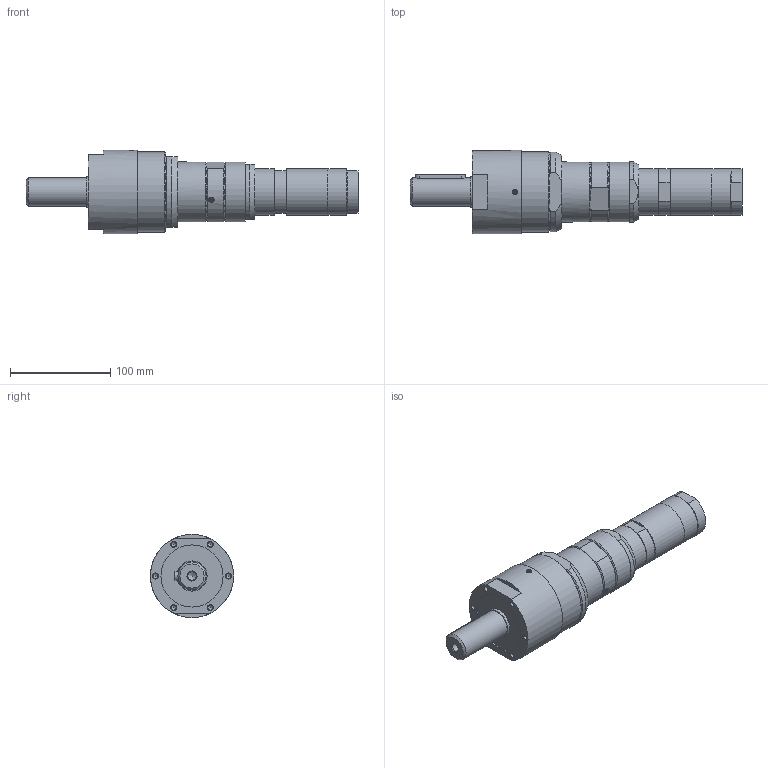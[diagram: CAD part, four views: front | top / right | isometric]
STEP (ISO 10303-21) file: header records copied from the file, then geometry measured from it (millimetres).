
FILE_DESCRIPTION(/* description */ (''),/* implementation_level */ '2;1');
FILE_NAME(/* name */ 'MRD 65-25_60024667.stp',/* time_stamp */ '2018-08-20T13:41:01+02:00',/* author */ ('FLambert'),/* organization */ (''),/* preprocessor_version */ 'ST-DEVELOPER v17',/* originating_system */ 'Autodesk Inventor 2018',/* authorisation */ '');
FILE_SCHEMA (('AUTOMOTIVE_DESIGN { 1 0 10303 214 3 1 1 }'));
Length unit declared in the file: millimetre
Products named in the file (1): MRD 65-25_60024667
Bounding box: 331.5 x 83 x 83 mm (x, y, z)
Volume: 871516.4 mm3; surface area: 83223.9 mm2
Topology: 1 solids, 54 shells, 553 faces, 1263 edges, 847 vertices
Faces by surface type: cylinder 261, plane 231, cone 47, bspline 7, sphere 4, torus 3
Full cylindrical faces by diameter (mm): 1.55 x4, 3.3 x2, 3.6 x2, 4 x4, 4.917 x6, 5 x2, 5.5 x2, 8.376 x1, 11.445 x1, 18.631 x1, 28 x1, 30 x1, 46 x3, 46.5 x1, 52.274 x1, 60 x2, 62 x1, 68.178 x1, 68.376 x1, 80 x1, 83 x1
Entity records: 16515 total; most frequent: CARTESIAN_POINT 3148, DIRECTION 2919, ORIENTED_EDGE 2512, EDGE_CURVE 1256, AXIS2_PLACEMENT_3D 1197, VERTEX_POINT 847, CIRCLE 650, EDGE_LOOP 595
